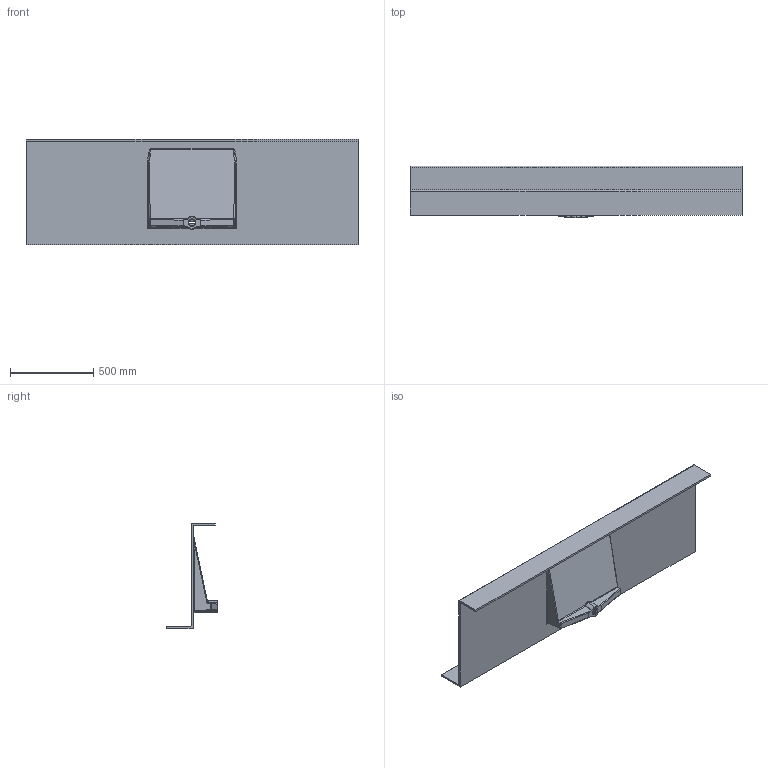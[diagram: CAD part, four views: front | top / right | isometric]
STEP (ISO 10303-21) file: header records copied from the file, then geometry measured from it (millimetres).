
FILE_DESCRIPTION (( 'STEP AP203' ), '1' );
FILE_NAME ('Manhattan.STEP', '2021-08-11T11:52:03', ( '' ), ( '' ), 'SwSTEP 2.0', 'SolidWorks 2020', '' );
FILE_SCHEMA (( 'CONFIG_CONTROL_DESIGN' ));
Length unit declared in the file: millimetre
Products named in the file (1): Manhattan
Bounding box: 2000 x 310 x 635 mm (x, y, z)
Volume: 23767144.9 mm3; surface area: 3978294.3 mm2
Topology: 1 solids, 1 shells, 141 faces, 339 edges, 198 vertices
Faces by surface type: cylinder 50, plane 50, bspline 31, sphere 6, torus 4
Entity records: 7636 total; most frequent: CARTESIAN_POINT 4632, ORIENTED_EDGE 670, DIRECTION 546, EDGE_CURVE 335, VERTEX_POINT 198, AXIS2_PLACEMENT_3D 194, VECTOR 158, LINE 158
